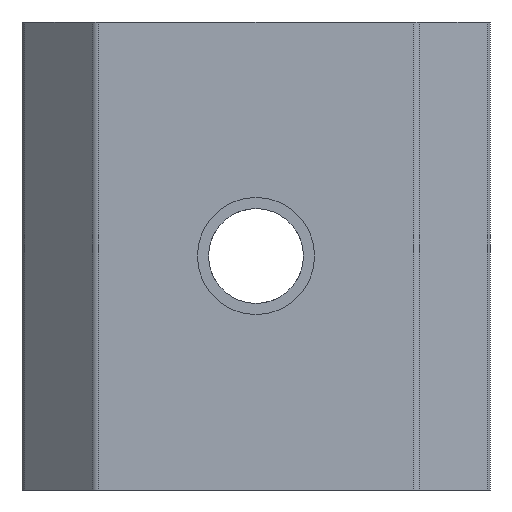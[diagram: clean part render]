
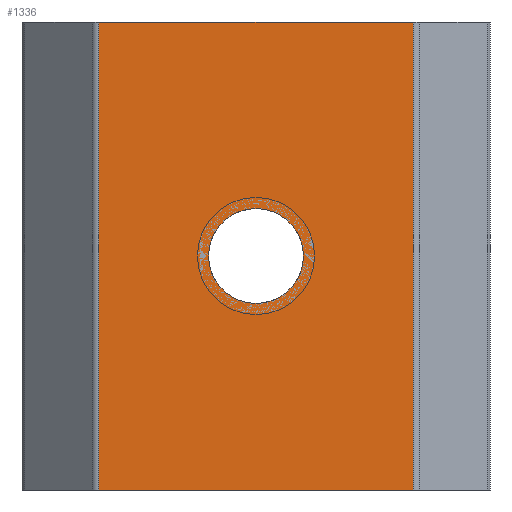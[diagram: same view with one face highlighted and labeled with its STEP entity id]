
A CAD part, front view. The second image highlights one B-rep face of the part: STEP entity #1336.
In plain terms, the highlighted planar face has unit normal (0, -1, 0).
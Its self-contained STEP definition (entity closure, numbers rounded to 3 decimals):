
#352=DIRECTION('',(1.,0.,0.));
#353=VECTOR('',#352,10.751);
#354=CARTESIAN_POINT('',(-5.376,-6.,0.));
#355=LINE('',#354,#353);
#587=DIRECTION('',(0.,0.,1.));
#588=VECTOR('',#587,16.);
#589=CARTESIAN_POINT('',(-5.376,-6.,0.));
#590=LINE('',#589,#588);
#594=CARTESIAN_POINT('',(0.,-6.,8.));
#595=DIRECTION('',(0.,-1.,0.));
#596=DIRECTION('',(-1.,0.,0.));
#597=AXIS2_PLACEMENT_3D('',#594,#595,#596);
#602=CARTESIAN_POINT('',(0.,-6.,8.));
#603=DIRECTION('',(0.,-1.,0.));
#604=DIRECTION('',(1.,0.,0.));
#605=AXIS2_PLACEMENT_3D('',#602,#603,#604);
#781=DIRECTION('',(1.,0.,0.));
#782=VECTOR('',#781,10.751);
#783=CARTESIAN_POINT('',(-5.376,-6.,16.));
#784=LINE('',#783,#782);
#984=DIRECTION('',(0.,0.,1.));
#985=VECTOR('',#984,16.);
#986=CARTESIAN_POINT('',(5.376,-6.,0.));
#987=LINE('',#986,#985);
#1011=CARTESIAN_POINT('',(-5.376,-6.,0.));
#1012=VERTEX_POINT('',#1011);
#1013=CARTESIAN_POINT('',(5.376,-6.,0.));
#1014=VERTEX_POINT('',#1013);
#1059=CARTESIAN_POINT('',(-5.376,-6.,16.));
#1060=VERTEX_POINT('',#1059);
#1061=CARTESIAN_POINT('',(5.376,-6.,16.));
#1062=VERTEX_POINT('',#1061);
#1101=CARTESIAN_POINT('',(-1.62,-6.,8.));
#1102=CARTESIAN_POINT('',(1.62,-6.,8.));
#1103=VERTEX_POINT('',#1101);
#1104=VERTEX_POINT('',#1102);
#1317=CARTESIAN_POINT('',(-5.376,-6.,0.));
#1318=DIRECTION('',(0.,-1.,0.));
#1319=DIRECTION('',(1.,0.,0.));
#1320=AXIS2_PLACEMENT_3D('',#1317,#1318,#1319);
#1321=PLANE('',#1320);
#1322=ORIENTED_EDGE('',*,*,#1130,.F.);
#1324=ORIENTED_EDGE('',*,*,#1323,.T.);
#1326=ORIENTED_EDGE('',*,*,#1325,.T.);
#1328=ORIENTED_EDGE('',*,*,#1327,.F.);
#1329=EDGE_LOOP('',(#1322,#1324,#1326,#1328));
#1330=FACE_OUTER_BOUND('',#1329,.F.);
#1331=ORIENTED_EDGE('',*,*,#1299,.T.);
#1333=ORIENTED_EDGE('',*,*,#1332,.T.);
#1334=EDGE_LOOP('',(#1331,#1333));
#1335=FACE_BOUND('',#1334,.F.);
#598=CIRCLE('',#597,1.62);
#606=CIRCLE('',#605,1.62);
#1130=EDGE_CURVE('',#1012,#1014,#355,.T.);
#1299=EDGE_CURVE('',#1103,#1104,#598,.T.);
#1323=EDGE_CURVE('',#1012,#1060,#590,.T.);
#1325=EDGE_CURVE('',#1060,#1062,#784,.T.);
#1327=EDGE_CURVE('',#1014,#1062,#987,.T.);
#1332=EDGE_CURVE('',#1104,#1103,#606,.T.);
#1336=ADVANCED_FACE('',(#1330,#1335),#1321,.T.);
